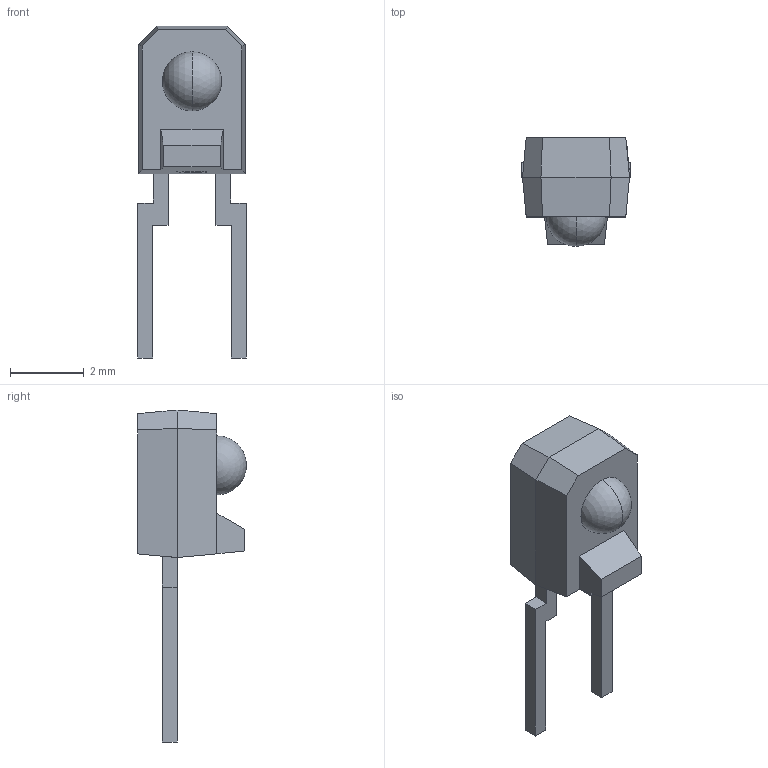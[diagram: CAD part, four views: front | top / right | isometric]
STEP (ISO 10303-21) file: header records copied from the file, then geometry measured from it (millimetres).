
FILE_DESCRIPTION (( 'STEP AP214' ), '1' );
FILE_NAME ('LED-TH_L2.9-W2.9-H1.5-P2.54-FD.step', '2022-07-08T13:22:55', ( '' ), ( '' ), 'SwSTEP 2.0', 'SolidWorks 2020', '' );
FILE_SCHEMA (( 'AUTOMOTIVE_DESIGN' ));
Length unit declared in the file: millimetre
Products named in the file (1): LED-TH_L2.9-W2.9-H1.5-P2.54-FD
Bounding box: 2.94 x 2.95 x 9 mm (x, y, z)
Volume: 26.6 mm3; surface area: 71.7 mm2
Topology: 1 solids, 1 shells, 273 faces, 774 edges, 529 vertices
Faces by surface type: plane 171, bspline 98, cylinder 2, sphere 2
Entity records: 12165 total; most frequent: CARTESIAN_POINT 3073, ORIENTED_EDGE 1540, DIRECTION 916, EDGE_CURVE 770, LINE 548, VECTOR 548, VERTEX_POINT 527, EDGE_LOOP 301
